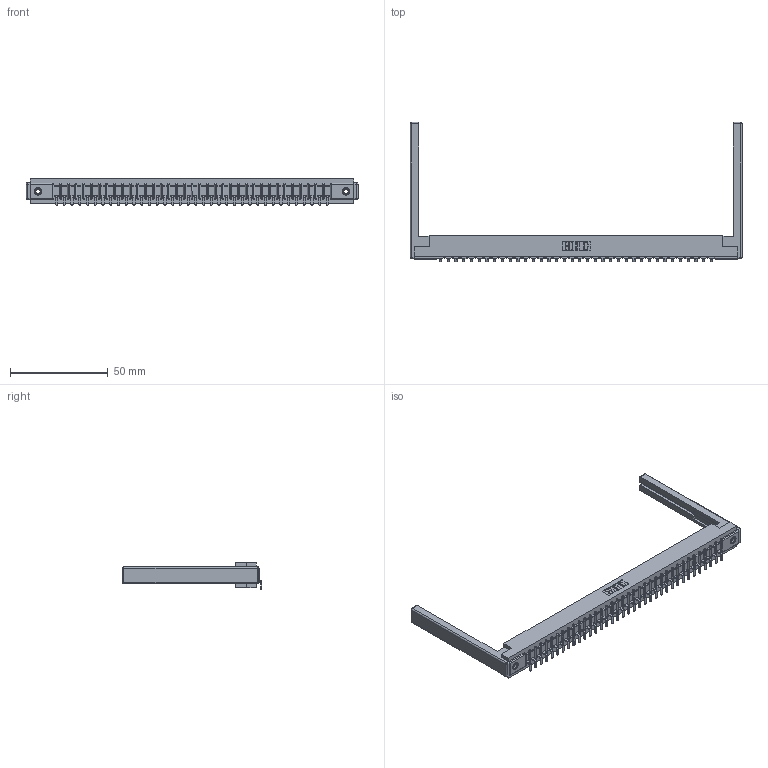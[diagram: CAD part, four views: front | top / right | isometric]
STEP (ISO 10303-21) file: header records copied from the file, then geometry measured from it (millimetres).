
FILE_DESCRIPTION (( 'STEP AP203' ), '1' );
FILE_NAME ('307-036-453-168.STEP', '2020-09-29T01:59:11', ( '' ), ( '' ), 'SwSTEP 2.0', 'SolidWorks 2020', '' );
FILE_SCHEMA (( 'CONFIG_CONTROL_DESIGN' ));
Length unit declared in the file: inch
Products named in the file (5): 345-250-001_345-250-001-102; 307-036-453-168; 307-220-068; 307 Part_.156 Dia Mounting Holes; 307-290-002_553
Assembly tree (41 placements, depth 2):
  307-036-453-168
    307 Part_.156 Dia Mounting Holes
    307-290-002_553  x36
    307-220-068  x2
    345-250-001_345-250-001-102  x2
Bounding box: 170.08 x 71.29 x 13.5 mm (x, y, z)
Volume: 22533.2 mm3; surface area: 26651.9 mm2
Topology: 41 solids, 41 shells, 3117 faces, 9497 edges, 6210 vertices
Faces by surface type: plane 1850, cylinder 1169, sphere 82, cone 12, torus 4
Entity records: 35215 total; most frequent: CARTESIAN_POINT 5905, ORIENTED_EDGE 5884, DIRECTION 5758, EDGE_CURVE 2942, VECTOR 2248, LINE 2248, VERTEX_POINT 1902, AXIS2_PLACEMENT_3D 1755
